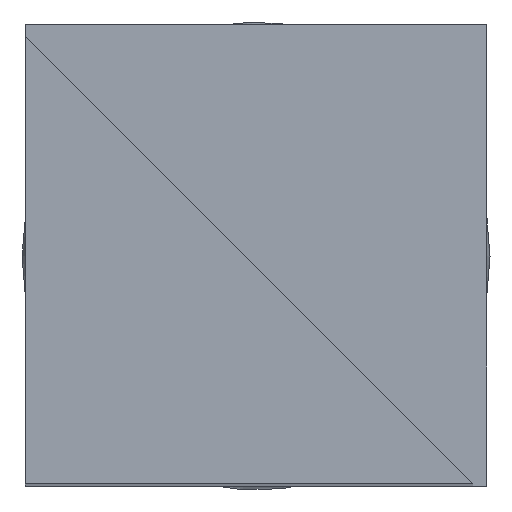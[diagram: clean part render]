
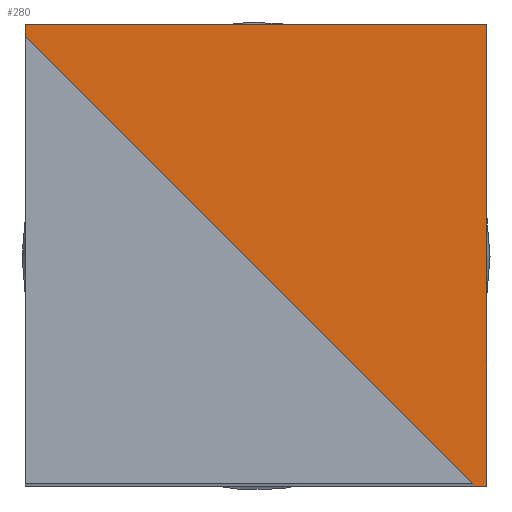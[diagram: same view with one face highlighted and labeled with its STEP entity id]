
A CAD part, top view. The second image highlights one B-rep face of the part: STEP entity #280.
In plain terms, the highlighted planar face has unit normal (0, 0, 1).
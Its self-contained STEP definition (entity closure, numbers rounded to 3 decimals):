
#261=AXIS2_PLACEMENT_3D('Plane Axis2P3D',#258,#259,#260) ;
#129=CARTESIAN_POINT('Line Origine',(0.025,3.521,6.5)) ;
#133=CARTESIAN_POINT('Vertex',(0.025,3.575,6.5)) ;
#135=CARTESIAN_POINT('Vertex',(0.025,3.466,6.5)) ;
#191=CARTESIAN_POINT('Vertex',(3.466,0.025,6.5)) ;
#210=CARTESIAN_POINT('Vertex',(3.575,0.025,6.5)) ;
#213=CARTESIAN_POINT('Line Origine',(3.521,0.025,6.5)) ;
#232=CARTESIAN_POINT('Line Origine',(1.8,3.575,6.5)) ;
#236=CARTESIAN_POINT('Vertex',(3.575,3.575,6.5)) ;
#258=CARTESIAN_POINT('Axis2P3D Location',(-0.766,2.596,6.5)) ;
#263=CARTESIAN_POINT('Line Origine',(3.575,1.8,6.5)) ;
#268=CARTESIAN_POINT('Line Origine',(1.746,1.746,6.5)) ;
#130=DIRECTION('Vector Direction',(0.,-1.,0.)) ;
#214=DIRECTION('Vector Direction',(-1.,0.,0.)) ;
#233=DIRECTION('Vector Direction',(-1.,0.,0.)) ;
#259=DIRECTION('Axis2P3D Direction',(0.,0.,1.)) ;
#260=DIRECTION('Axis2P3D XDirection',(1.,0.,0.)) ;
#264=DIRECTION('Vector Direction',(0.,-1.,0.)) ;
#269=DIRECTION('Vector Direction',(0.707,-0.707,0.)) ;
#131=VECTOR('Line Direction',#130,1.) ;
#215=VECTOR('Line Direction',#214,1.) ;
#234=VECTOR('Line Direction',#233,1.) ;
#265=VECTOR('Line Direction',#264,1.) ;
#270=VECTOR('Line Direction',#269,1.) ;
#274=ORIENTED_EDGE('',*,*,#217,.F.) ;
#275=ORIENTED_EDGE('',*,*,#267,.F.) ;
#276=ORIENTED_EDGE('',*,*,#238,.T.) ;
#277=ORIENTED_EDGE('',*,*,#137,.T.) ;
#278=ORIENTED_EDGE('',*,*,#272,.T.) ;
#280=ADVANCED_FACE('Hauptk\X2\00F6\X0\rper',(#279),#262,.T.) ;
#137=EDGE_CURVE('',#134,#136,#132,.T.) ;
#217=EDGE_CURVE('',#211,#192,#216,.T.) ;
#238=EDGE_CURVE('',#237,#134,#235,.T.) ;
#267=EDGE_CURVE('',#237,#211,#266,.T.) ;
#272=EDGE_CURVE('',#136,#192,#271,.T.) ;
#273=EDGE_LOOP('',(#274,#275,#276,#277,#278)) ;
#279=FACE_OUTER_BOUND('',#273,.T.) ;
#132=LINE('Line',#129,#131) ;
#216=LINE('Line',#213,#215) ;
#235=LINE('Line',#232,#234) ;
#266=LINE('Line',#263,#265) ;
#271=LINE('Line',#268,#270) ;
#262=PLANE('',#261) ;
#134=VERTEX_POINT('',#133) ;
#136=VERTEX_POINT('',#135) ;
#192=VERTEX_POINT('',#191) ;
#211=VERTEX_POINT('',#210) ;
#237=VERTEX_POINT('',#236) ;
